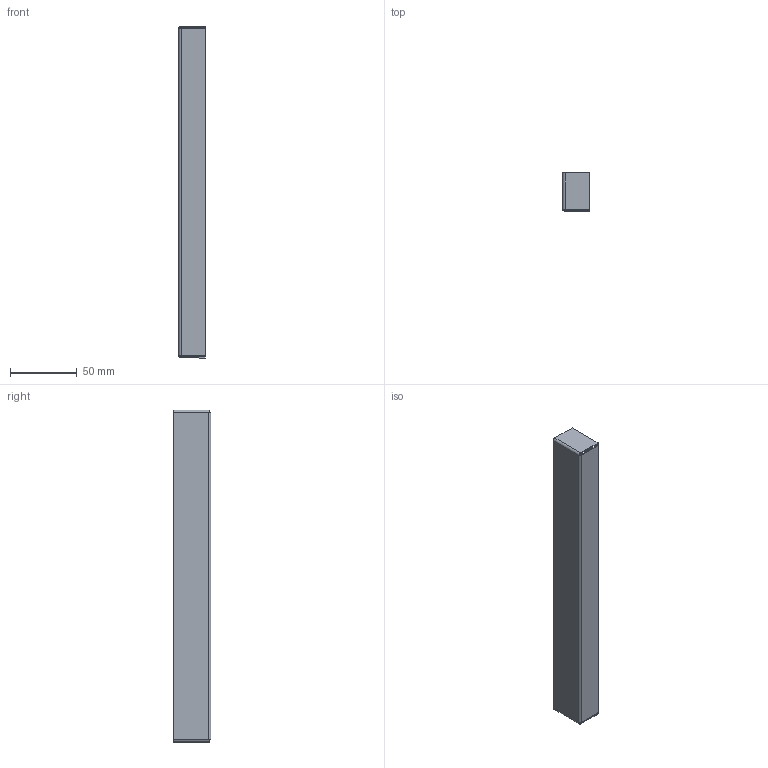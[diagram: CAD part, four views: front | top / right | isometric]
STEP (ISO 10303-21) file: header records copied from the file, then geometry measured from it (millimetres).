
FILE_DESCRIPTION (( 'STEP AP203' ), '1' );
FILE_NAME ('1c.STEP', '2025-09-10T19:20:43', ( '' ), ( '' ), 'SwSTEP 2.0', 'SolidWorks 2023', '' );
FILE_SCHEMA (( 'CONFIG_CONTROL_DESIGN' ));
Length unit declared in the file: millimetre
Products named in the file (1): 1c
Bounding box: 20 x 28.2 x 248 mm (x, y, z)
Volume: 10044.5 mm3; surface area: 25642.7 mm2
Topology: 1 solids, 1 shells, 32 faces, 68 edges, 38 vertices
Faces by surface type: plane 26, cylinder 6
Entity records: 905 total; most frequent: DIRECTION 148, CARTESIAN_POINT 139, ORIENTED_EDGE 136, EDGE_CURVE 68, LINE 54, VECTOR 54, AXIS2_PLACEMENT_3D 47, VERTEX_POINT 38
